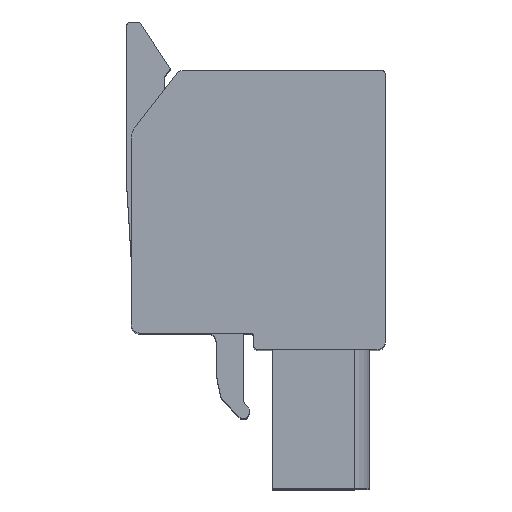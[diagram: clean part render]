
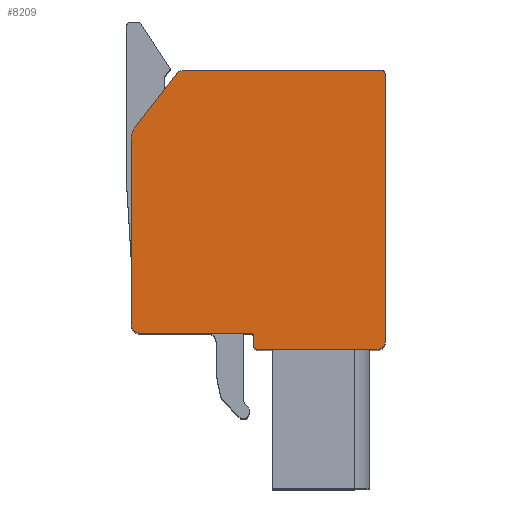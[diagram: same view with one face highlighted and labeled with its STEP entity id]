
A CAD part, top view. The second image highlights one B-rep face of the part: STEP entity #8209.
In plain terms, the highlighted planar face has unit normal (0, 0, 1).
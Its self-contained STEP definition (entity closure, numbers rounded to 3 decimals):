
#229=DIRECTION('',(1.,0.,0.));
#230=VECTOR('',#229,7.05);
#231=CARTESIAN_POINT('',(9.402,11.784,2.94));
#232=LINE('',#231,#230);
#973=CARTESIAN_POINT('',(9.402,12.084,2.94));
#974=DIRECTION('',(0.,0.,1.));
#975=DIRECTION('',(-1.,0.,0.));
#976=AXIS2_PLACEMENT_3D('',#973,#974,#975);
#978=DIRECTION('',(0.,-1.,0.));
#979=VECTOR('',#978,0.5);
#980=CARTESIAN_POINT('',(9.102,12.584,2.94));
#981=LINE('',#980,#979);
#982=CARTESIAN_POINT('',(8.902,12.584,2.94));
#983=DIRECTION('',(0.,0.,-1.));
#984=DIRECTION('',(0.,1.,0.));
#985=AXIS2_PLACEMENT_3D('',#982,#983,#984);
#987=DIRECTION('',(1.,0.,0.));
#988=VECTOR('',#987,6.61);
#989=CARTESIAN_POINT('',(2.292,12.784,2.94));
#990=LINE('',#989,#988);
#991=CARTESIAN_POINT('',(2.292,13.284,2.94));
#992=DIRECTION('',(0.,0.,1.));
#993=DIRECTION('',(-1.,0.,0.));
#994=AXIS2_PLACEMENT_3D('',#991,#992,#993);
#996=DIRECTION('',(0.,-1.,0.));
#997=VECTOR('',#996,11.132);
#998=CARTESIAN_POINT('',(1.792,24.416,2.94));
#999=LINE('',#998,#997);
#1000=CARTESIAN_POINT('',(2.792,24.416,2.94));
#1001=DIRECTION('',(0.,0.,1.));
#1002=DIRECTION('',(-0.789,0.614,0.));
#1003=AXIS2_PLACEMENT_3D('',#1000,#1001,#1002);
#1005=DIRECTION('',(-0.614,-0.789,0.));
#1006=VECTOR('',#1005,4.1);
#1007=CARTESIAN_POINT('',(4.52,28.266,2.94));
#1008=LINE('',#1007,#1006);
#1009=CARTESIAN_POINT('',(4.915,27.959,2.94));
#1010=DIRECTION('',(0.,0.,1.));
#1011=DIRECTION('',(0.,1.,0.));
#1012=AXIS2_PLACEMENT_3D('',#1009,#1010,#1011);
#1014=DIRECTION('',(-1.,0.,0.));
#1015=VECTOR('',#1014,11.838);
#1016=CARTESIAN_POINT('',(16.752,28.459,2.94));
#1017=LINE('',#1016,#1015);
#1018=CARTESIAN_POINT('',(16.752,28.259,2.94));
#1019=DIRECTION('',(0.,0.,1.));
#1020=DIRECTION('',(1.,0.,0.));
#1021=AXIS2_PLACEMENT_3D('',#1018,#1019,#1020);
#1023=DIRECTION('',(0.,1.,0.));
#1024=VECTOR('',#1023,15.975);
#1025=CARTESIAN_POINT('',(16.952,12.284,2.94));
#1026=LINE('',#1025,#1024);
#1027=CARTESIAN_POINT('',(16.452,12.284,2.94));
#1028=DIRECTION('',(0.,0.,1.));
#1029=DIRECTION('',(0.,-1.,0.));
#1030=AXIS2_PLACEMENT_3D('',#1027,#1028,#1029);
#5267=CARTESIAN_POINT('',(2.003,25.03,2.94));
#5268=CARTESIAN_POINT('',(1.792,24.416,2.94));
#5269=VERTEX_POINT('',#5267);
#5270=VERTEX_POINT('',#5268);
#5271=CARTESIAN_POINT('',(1.792,13.284,2.94));
#5272=VERTEX_POINT('',#5271);
#5273=CARTESIAN_POINT('',(2.292,12.784,2.94));
#5274=VERTEX_POINT('',#5273);
#5275=CARTESIAN_POINT('',(8.902,12.784,2.94));
#5276=VERTEX_POINT('',#5275);
#5277=CARTESIAN_POINT('',(9.102,12.584,2.94));
#5278=VERTEX_POINT('',#5277);
#5279=CARTESIAN_POINT('',(9.102,12.084,2.94));
#5280=VERTEX_POINT('',#5279);
#5281=CARTESIAN_POINT('',(9.402,11.784,2.94));
#5282=VERTEX_POINT('',#5281);
#5283=CARTESIAN_POINT('',(16.452,11.784,2.94));
#5284=CARTESIAN_POINT('',(16.952,12.284,2.94));
#5285=VERTEX_POINT('',#5283);
#5286=VERTEX_POINT('',#5284);
#5287=CARTESIAN_POINT('',(16.952,28.259,2.94));
#5288=VERTEX_POINT('',#5287);
#5289=CARTESIAN_POINT('',(16.752,28.459,2.94));
#5290=VERTEX_POINT('',#5289);
#5291=CARTESIAN_POINT('',(4.915,28.459,2.94));
#5292=VERTEX_POINT('',#5291);
#5293=CARTESIAN_POINT('',(4.52,28.266,2.94));
#5294=VERTEX_POINT('',#5293);
#8175=CARTESIAN_POINT('',(0.,0.,2.94));
#8176=DIRECTION('',(0.,0.,1.));
#8177=DIRECTION('',(1.,0.,0.));
#8178=AXIS2_PLACEMENT_3D('',#8175,#8176,#8177);
#8179=PLANE('',#8178);
#8180=ORIENTED_EDGE('',*,*,#6798,.F.);
#8182=ORIENTED_EDGE('',*,*,#8181,.F.);
#8184=ORIENTED_EDGE('',*,*,#8183,.F.);
#8186=ORIENTED_EDGE('',*,*,#8185,.F.);
#8188=ORIENTED_EDGE('',*,*,#8187,.F.);
#8190=ORIENTED_EDGE('',*,*,#8189,.F.);
#8192=ORIENTED_EDGE('',*,*,#8191,.F.);
#8194=ORIENTED_EDGE('',*,*,#8193,.F.);
#8196=ORIENTED_EDGE('',*,*,#8195,.F.);
#8198=ORIENTED_EDGE('',*,*,#8197,.F.);
#8200=ORIENTED_EDGE('',*,*,#8199,.F.);
#8202=ORIENTED_EDGE('',*,*,#8201,.F.);
#8204=ORIENTED_EDGE('',*,*,#8203,.F.);
#8206=ORIENTED_EDGE('',*,*,#8205,.F.);
#8207=EDGE_LOOP('',(#8180,#8182,#8184,#8186,#8188,#8190,#8192,#8194,#8196,#8198,
#8200,#8202,#8204,#8206));
#8208=FACE_OUTER_BOUND('',#8207,.F.);
#8209=ADVANCED_FACE('',(#8208),#8179,.T.);
#977=CIRCLE('',#976,0.3);
#986=CIRCLE('',#985,0.2);
#995=CIRCLE('',#994,0.5);
#1004=CIRCLE('',#1003,1.);
#1013=CIRCLE('',#1012,0.5);
#1022=CIRCLE('',#1021,0.2);
#1031=CIRCLE('',#1030,0.5);
#6798=EDGE_CURVE('',#5282,#5285,#232,.T.);
#8181=EDGE_CURVE('',#5280,#5282,#977,.T.);
#8183=EDGE_CURVE('',#5278,#5280,#981,.T.);
#8185=EDGE_CURVE('',#5276,#5278,#986,.T.);
#8187=EDGE_CURVE('',#5274,#5276,#990,.T.);
#8189=EDGE_CURVE('',#5272,#5274,#995,.T.);
#8191=EDGE_CURVE('',#5270,#5272,#999,.T.);
#8193=EDGE_CURVE('',#5269,#5270,#1004,.T.);
#8195=EDGE_CURVE('',#5294,#5269,#1008,.T.);
#8197=EDGE_CURVE('',#5292,#5294,#1013,.T.);
#8199=EDGE_CURVE('',#5290,#5292,#1017,.T.);
#8201=EDGE_CURVE('',#5288,#5290,#1022,.T.);
#8203=EDGE_CURVE('',#5286,#5288,#1026,.T.);
#8205=EDGE_CURVE('',#5285,#5286,#1031,.T.);
